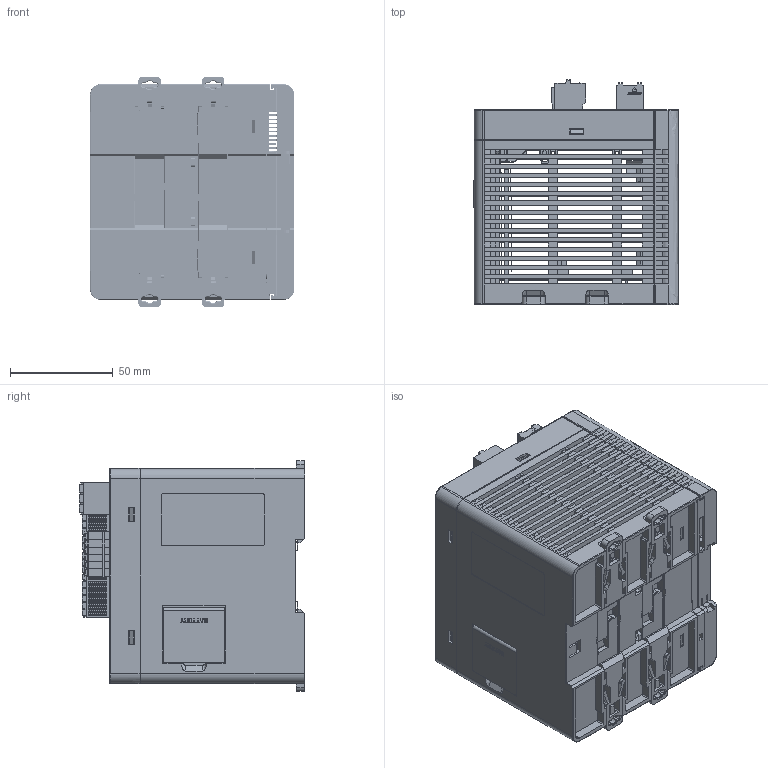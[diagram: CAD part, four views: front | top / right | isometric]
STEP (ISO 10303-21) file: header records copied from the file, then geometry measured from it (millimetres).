
FILE_DESCRIPTION (( 'STEP AP214' ), '1' );
FILE_NAME ('controller_asm.STEP', '2022-12-20T07:23:10', ( '' ), ( '' ), 'SwSTEP 2.0', 'SolidWorks 2020', '' );
FILE_SCHEMA (( 'AUTOMOTIVE_DESIGN' ));
Length unit declared in the file: millimetre
Products named in the file (1): controller_asm
Bounding box: 99.75 x 109.9 x 112.3 mm (x, y, z)
Surface area: 185853.2 mm2 (no closed solid volume)
Topology: 0 solids, 151 shells, 4713 faces, 22028 edges, 16792 vertices
Faces by surface type: plane 3154, cylinder 903, bspline 276, cone 261, torus 91, sphere 28
Entity records: 287146 total; most frequent: CARTESIAN_POINT 66007, DIRECTION 32033, ORIENTED_EDGE 31669, EDGE_CURVE 21966, VERTEX_POINT 16766, LINE 15787, VECTOR 15787, AXIS2_PLACEMENT_3D 8123
